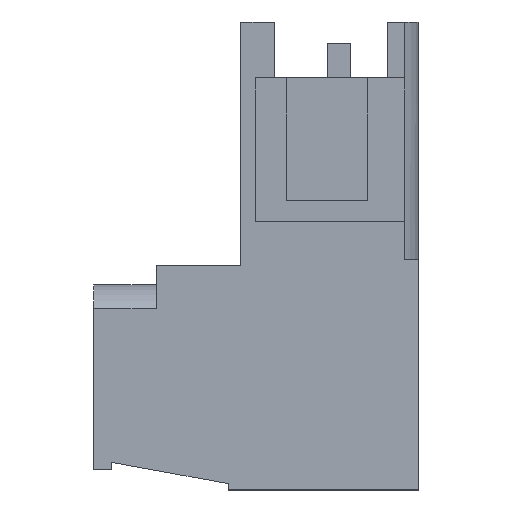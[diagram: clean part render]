
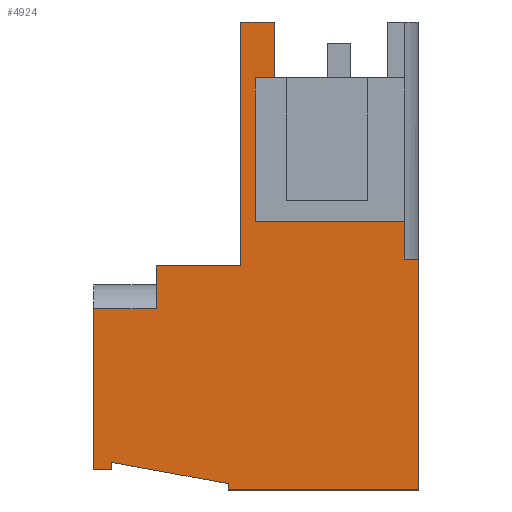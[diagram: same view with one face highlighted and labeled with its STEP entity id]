
A CAD part, left-side view. The second image highlights one B-rep face of the part: STEP entity #4924.
In plain terms, the highlighted planar face has unit normal (-1, 0, 0).
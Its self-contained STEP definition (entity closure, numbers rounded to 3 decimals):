
#2402=AXIS2_PLACEMENT_3D('Plane Axis2P3D',#2399,#2400,#2401) ;
#2384=CARTESIAN_POINT('Vertex',(0.98,6.785,19.415)) ;
#2399=CARTESIAN_POINT('Axis2P3D Location',(0.98,3.66,22.05)) ;
#2504=CARTESIAN_POINT('Vertex',(0.98,0.65,12.635)) ;
#2507=CARTESIAN_POINT('Line Origine',(0.98,0.65,11.743)) ;
#2511=CARTESIAN_POINT('Vertex',(0.98,0.65,10.85)) ;
#2569=CARTESIAN_POINT('Vertex',(0.98,6.785,22.05)) ;
#2572=CARTESIAN_POINT('Line Origine',(0.98,6.785,20.732)) ;
#3355=CARTESIAN_POINT('Line Origine',(0.98,7.23,19.415)) ;
#3359=CARTESIAN_POINT('Vertex',(0.98,7.675,19.415)) ;
#4703=CARTESIAN_POINT('Line Origine',(0.98,0.325,10.85)) ;
#4707=CARTESIAN_POINT('Vertex',(0.98,0.,10.85)) ;
#4802=CARTESIAN_POINT('Vertex',(0.98,7.675,12.635)) ;
#4805=CARTESIAN_POINT('Line Origine',(0.98,4.163,12.635)) ;
#4817=CARTESIAN_POINT('Line Origine',(0.98,7.675,16.025)) ;
#4822=CARTESIAN_POINT('Line Origine',(0.98,7.575,22.05)) ;
#4826=CARTESIAN_POINT('Vertex',(0.98,8.365,22.05)) ;
#4829=CARTESIAN_POINT('Line Origine',(0.98,8.365,16.318)) ;
#4833=CARTESIAN_POINT('Vertex',(0.98,8.365,10.586)) ;
#4836=CARTESIAN_POINT('Line Origine',(0.98,10.358,10.586)) ;
#4840=CARTESIAN_POINT('Vertex',(0.98,12.35,10.586)) ;
#4843=CARTESIAN_POINT('Line Origine',(0.98,12.35,9.568)) ;
#4847=CARTESIAN_POINT('Vertex',(0.98,12.35,8.55)) ;
#4850=CARTESIAN_POINT('Line Origine',(0.98,13.825,8.55)) ;
#4854=CARTESIAN_POINT('Vertex',(0.98,15.3,8.55)) ;
#4857=CARTESIAN_POINT('Line Origine',(0.98,15.3,4.75)) ;
#4861=CARTESIAN_POINT('Vertex',(0.98,15.3,0.95)) ;
#4864=CARTESIAN_POINT('Line Origine',(0.98,14.875,0.95)) ;
#4868=CARTESIAN_POINT('Vertex',(0.98,14.45,0.95)) ;
#4871=CARTESIAN_POINT('Line Origine',(0.98,14.45,1.127)) ;
#4875=CARTESIAN_POINT('Vertex',(0.98,14.45,1.303)) ;
#4878=CARTESIAN_POINT('Line Origine',(0.98,11.705,0.801)) ;
#4882=CARTESIAN_POINT('Vertex',(0.98,8.961,0.299)) ;
#4885=CARTESIAN_POINT('Line Origine',(0.98,8.961,0.149)) ;
#4889=CARTESIAN_POINT('Vertex',(0.98,8.961,0.)) ;
#4892=CARTESIAN_POINT('Line Origine',(0.98,4.48,0.)) ;
#4896=CARTESIAN_POINT('Vertex',(0.98,0.,0.)) ;
#4899=CARTESIAN_POINT('Line Origine',(0.98,0.,5.425)) ;
#2400=DIRECTION('Axis2P3D Direction',(1.,0.,0.)) ;
#2401=DIRECTION('Axis2P3D XDirection',(0.,1.,0.)) ;
#2508=DIRECTION('Vector Direction',(0.,0.,-1.)) ;
#2573=DIRECTION('Vector Direction',(0.,0.,1.)) ;
#3356=DIRECTION('Vector Direction',(0.,-1.,0.)) ;
#4704=DIRECTION('Vector Direction',(0.,-1.,0.)) ;
#4806=DIRECTION('Vector Direction',(0.,-1.,0.)) ;
#4818=DIRECTION('Vector Direction',(0.,0.,-1.)) ;
#4823=DIRECTION('Vector Direction',(0.,-1.,0.)) ;
#4830=DIRECTION('Vector Direction',(0.,0.,-1.)) ;
#4837=DIRECTION('Vector Direction',(0.,-1.,0.)) ;
#4844=DIRECTION('Vector Direction',(0.,0.,1.)) ;
#4851=DIRECTION('Vector Direction',(0.,-1.,0.)) ;
#4858=DIRECTION('Vector Direction',(0.,0.,1.)) ;
#4865=DIRECTION('Vector Direction',(0.,1.,0.)) ;
#4872=DIRECTION('Vector Direction',(0.,0.,-1.)) ;
#4879=DIRECTION('Vector Direction',(0.,-0.984,-0.18)) ;
#4886=DIRECTION('Vector Direction',(0.,0.,-1.)) ;
#4893=DIRECTION('Vector Direction',(0.,-1.,0.)) ;
#4900=DIRECTION('Vector Direction',(0.,0.,-1.)) ;
#2509=VECTOR('Line Direction',#2508,1.) ;
#2574=VECTOR('Line Direction',#2573,1.) ;
#3357=VECTOR('Line Direction',#3356,1.) ;
#4705=VECTOR('Line Direction',#4704,1.) ;
#4807=VECTOR('Line Direction',#4806,1.) ;
#4819=VECTOR('Line Direction',#4818,1.) ;
#4824=VECTOR('Line Direction',#4823,1.) ;
#4831=VECTOR('Line Direction',#4830,1.) ;
#4838=VECTOR('Line Direction',#4837,1.) ;
#4845=VECTOR('Line Direction',#4844,1.) ;
#4852=VECTOR('Line Direction',#4851,1.) ;
#4859=VECTOR('Line Direction',#4858,1.) ;
#4866=VECTOR('Line Direction',#4865,1.) ;
#4873=VECTOR('Line Direction',#4872,1.) ;
#4880=VECTOR('Line Direction',#4879,1.) ;
#4887=VECTOR('Line Direction',#4886,1.) ;
#4894=VECTOR('Line Direction',#4893,1.) ;
#4901=VECTOR('Line Direction',#4900,1.) ;
#4905=ORIENTED_EDGE('',*,*,#4809,.F.) ;
#4906=ORIENTED_EDGE('',*,*,#4821,.T.) ;
#4907=ORIENTED_EDGE('',*,*,#3361,.T.) ;
#4908=ORIENTED_EDGE('',*,*,#2576,.T.) ;
#4909=ORIENTED_EDGE('',*,*,#4828,.F.) ;
#4910=ORIENTED_EDGE('',*,*,#4835,.T.) ;
#4911=ORIENTED_EDGE('',*,*,#4842,.F.) ;
#4912=ORIENTED_EDGE('',*,*,#4849,.F.) ;
#4913=ORIENTED_EDGE('',*,*,#4856,.F.) ;
#4914=ORIENTED_EDGE('',*,*,#4863,.F.) ;
#4915=ORIENTED_EDGE('',*,*,#4870,.F.) ;
#4916=ORIENTED_EDGE('',*,*,#4877,.F.) ;
#4917=ORIENTED_EDGE('',*,*,#4884,.T.) ;
#4918=ORIENTED_EDGE('',*,*,#4891,.T.) ;
#4919=ORIENTED_EDGE('',*,*,#4898,.T.) ;
#4920=ORIENTED_EDGE('',*,*,#4903,.F.) ;
#4921=ORIENTED_EDGE('',*,*,#4709,.F.) ;
#4922=ORIENTED_EDGE('',*,*,#2513,.F.) ;
#4924=ADVANCED_FACE('HOUSING',(#4923),#2403,.F.) ;
#2513=EDGE_CURVE('',#2505,#2512,#2510,.T.) ;
#2576=EDGE_CURVE('',#2385,#2570,#2575,.T.) ;
#3361=EDGE_CURVE('',#3360,#2385,#3358,.T.) ;
#4709=EDGE_CURVE('',#2512,#4708,#4706,.T.) ;
#4809=EDGE_CURVE('',#4803,#2505,#4808,.T.) ;
#4821=EDGE_CURVE('',#4803,#3360,#4820,.F.) ;
#4828=EDGE_CURVE('',#4827,#2570,#4825,.T.) ;
#4835=EDGE_CURVE('',#4827,#4834,#4832,.T.) ;
#4842=EDGE_CURVE('',#4841,#4834,#4839,.T.) ;
#4849=EDGE_CURVE('',#4848,#4841,#4846,.T.) ;
#4856=EDGE_CURVE('',#4855,#4848,#4853,.T.) ;
#4863=EDGE_CURVE('',#4862,#4855,#4860,.T.) ;
#4870=EDGE_CURVE('',#4869,#4862,#4867,.T.) ;
#4877=EDGE_CURVE('',#4876,#4869,#4874,.T.) ;
#4884=EDGE_CURVE('',#4876,#4883,#4881,.T.) ;
#4891=EDGE_CURVE('',#4883,#4890,#4888,.T.) ;
#4898=EDGE_CURVE('',#4890,#4897,#4895,.T.) ;
#4903=EDGE_CURVE('',#4708,#4897,#4902,.T.) ;
#4904=EDGE_LOOP('',(#4905,#4906,#4907,#4908,#4909,#4910,#4911,#4912,#4913,#4914,#4915,#4916,#4917,#4918,#4919,#4920,#4921,#4922)) ;
#4923=FACE_OUTER_BOUND('',#4904,.T.) ;
#2510=LINE('Line',#2507,#2509) ;
#2575=LINE('Line',#2572,#2574) ;
#3358=LINE('Line',#3355,#3357) ;
#4706=LINE('Line',#4703,#4705) ;
#4808=LINE('Line',#4805,#4807) ;
#4820=LINE('Line',#4817,#4819) ;
#4825=LINE('Line',#4822,#4824) ;
#4832=LINE('Line',#4829,#4831) ;
#4839=LINE('Line',#4836,#4838) ;
#4846=LINE('Line',#4843,#4845) ;
#4853=LINE('Line',#4850,#4852) ;
#4860=LINE('Line',#4857,#4859) ;
#4867=LINE('Line',#4864,#4866) ;
#4874=LINE('Line',#4871,#4873) ;
#4881=LINE('Line',#4878,#4880) ;
#4888=LINE('Line',#4885,#4887) ;
#4895=LINE('Line',#4892,#4894) ;
#4902=LINE('Line',#4899,#4901) ;
#2403=PLANE('',#2402) ;
#2385=VERTEX_POINT('',#2384) ;
#2505=VERTEX_POINT('',#2504) ;
#2512=VERTEX_POINT('',#2511) ;
#2570=VERTEX_POINT('',#2569) ;
#3360=VERTEX_POINT('',#3359) ;
#4708=VERTEX_POINT('',#4707) ;
#4803=VERTEX_POINT('',#4802) ;
#4827=VERTEX_POINT('',#4826) ;
#4834=VERTEX_POINT('',#4833) ;
#4841=VERTEX_POINT('',#4840) ;
#4848=VERTEX_POINT('',#4847) ;
#4855=VERTEX_POINT('',#4854) ;
#4862=VERTEX_POINT('',#4861) ;
#4869=VERTEX_POINT('',#4868) ;
#4876=VERTEX_POINT('',#4875) ;
#4883=VERTEX_POINT('',#4882) ;
#4890=VERTEX_POINT('',#4889) ;
#4897=VERTEX_POINT('',#4896) ;
